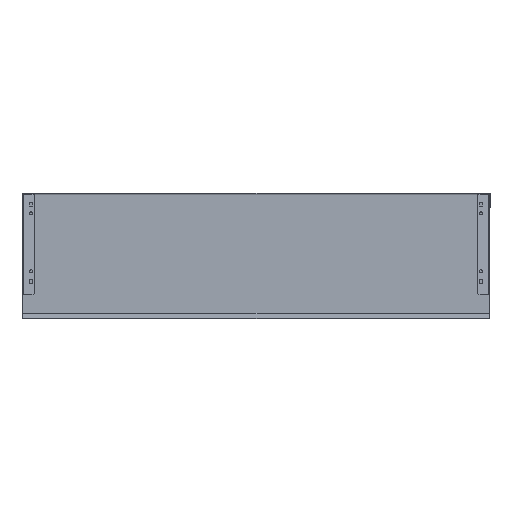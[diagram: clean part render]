
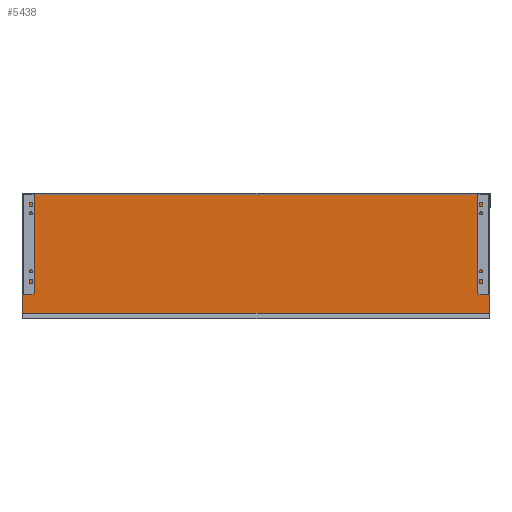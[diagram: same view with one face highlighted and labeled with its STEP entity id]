
A CAD part, front view. The second image highlights one B-rep face of the part: STEP entity #5438.
In plain terms, the highlighted planar face has unit normal (0, -1, 0).
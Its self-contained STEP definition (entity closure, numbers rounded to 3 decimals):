
#135 = CARTESIAN_POINT ( 'NONE',  ( 603.5, -1.5, 155.837 ) ) ;
#594 = EDGE_CURVE ( 'NONE', #5354, #8713, #5106, .T. ) ;
#883 = VERTEX_POINT ( 'NONE', #9348 ) ;
#1213 = FACE_OUTER_BOUND ( 'NONE', #2317, .T. ) ;
#1374 = DIRECTION ( 'NONE',  ( 0., 0., -1. ) ) ;
#1539 = EDGE_CURVE ( 'NONE', #883, #5354, #3044, .T. ) ;
#1893 = LINE ( 'NONE', #135, #1900 ) ;
#1900 = VECTOR ( 'NONE', #1374, 1000. ) ;
#1937 = AXIS2_PLACEMENT_3D ( 'NONE', #5838, #5724, #5710 ) ;
#2317 = EDGE_LOOP ( 'NONE', ( #2837, #8290, #5589, #6608 ) ) ;
#2837 = ORIENTED_EDGE ( 'NONE', *, *, #1539, .F. ) ;
#2975 = CARTESIAN_POINT ( 'NONE',  ( 603.5, -1.5, 153.328 ) ) ;
#3010 = VECTOR ( 'NONE', #3875, 1000. ) ;
#3044 = LINE ( 'NONE', #3143, #3010 ) ;
#3143 = CARTESIAN_POINT ( 'NONE',  ( 603.5, -1.5, -153.456 ) ) ;
#3515 = CARTESIAN_POINT ( 'NONE',  ( -603.5, -1.5, 153.328 ) ) ;
#3527 = DIRECTION ( 'NONE',  ( 1., 0., 0. ) ) ;
#3825 = VERTEX_POINT ( 'NONE', #2975 ) ;
#3875 = DIRECTION ( 'NONE',  ( -1., 0., 0. ) ) ;
#4994 = EDGE_CURVE ( 'NONE', #3825, #883, #1893, .T. ) ;
#5053 = VECTOR ( 'NONE', #6614, 1000. ) ;
#5106 = LINE ( 'NONE', #6588, #5053 ) ;
#5354 = VERTEX_POINT ( 'NONE', #6940 ) ;
#5438 = ADVANCED_FACE ( 'NONE', ( #1213 ), #5845, .F. ) ;
#5589 = ORIENTED_EDGE ( 'NONE', *, *, #7147, .F. ) ;
#5680 = VECTOR ( 'NONE', #3527, 1000. ) ;
#5710 = DIRECTION ( 'NONE',  ( 0., 0., 1. ) ) ;
#5724 = DIRECTION ( 'NONE',  ( 0., 1., 0. ) ) ;
#5761 = CARTESIAN_POINT ( 'NONE',  ( -603.5, -1.5, 153.328 ) ) ;
#5838 = CARTESIAN_POINT ( 'NONE',  ( 0., -1.5, 0. ) ) ;
#5845 = PLANE ( 'NONE',  #1937 ) ;
#6001 = LINE ( 'NONE', #3515, #5680 ) ;
#6588 = CARTESIAN_POINT ( 'NONE',  ( -603.5, -1.5, -156.238 ) ) ;
#6608 = ORIENTED_EDGE ( 'NONE', *, *, #594, .F. ) ;
#6614 = DIRECTION ( 'NONE',  ( 0., 0., 1. ) ) ;
#6940 = CARTESIAN_POINT ( 'NONE',  ( -603.5, -1.5, -153.456 ) ) ;
#7147 = EDGE_CURVE ( 'NONE', #8713, #3825, #6001, .T. ) ;
#8290 = ORIENTED_EDGE ( 'NONE', *, *, #4994, .F. ) ;
#8713 = VERTEX_POINT ( 'NONE', #5761 ) ;
#9348 = CARTESIAN_POINT ( 'NONE',  ( 603.5, -1.5, -153.456 ) ) ;
